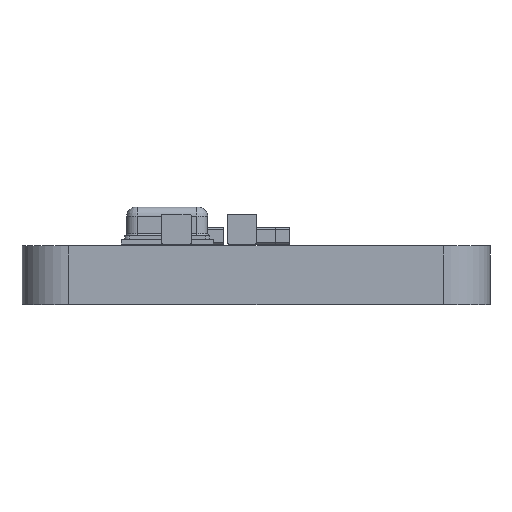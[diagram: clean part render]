
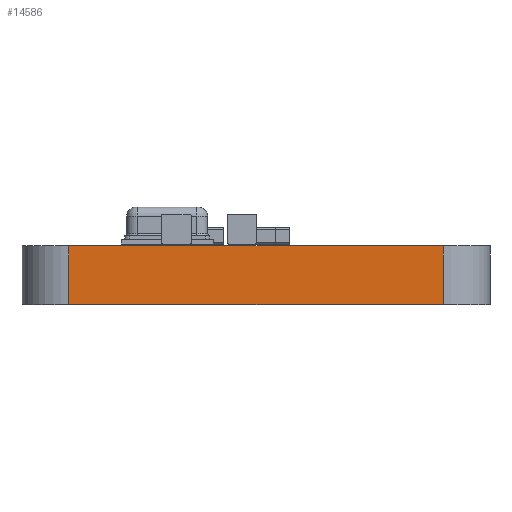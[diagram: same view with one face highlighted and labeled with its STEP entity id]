
A CAD part, left-side view. The second image highlights one B-rep face of the part: STEP entity #14586.
In plain terms, the highlighted planar face has unit normal (-1, 0, 0).
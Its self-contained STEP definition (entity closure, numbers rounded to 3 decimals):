
#14403 = CYLINDRICAL_SURFACE('',#14404,1.27);
#14404 = AXIS2_PLACEMENT_3D('',#14405,#14406,#14407);
#14405 = CARTESIAN_POINT('',(142.24,-98.425,0.));
#14406 = DIRECTION('',(0.,0.,-1.));
#14407 = DIRECTION('',(1.,0.,0.));
#14428 = VERTEX_POINT('',#14429);
#14429 = CARTESIAN_POINT('',(140.97,-98.425,1.6));
#14444 = PLANE('',#14445);
#14445 = AXIS2_PLACEMENT_3D('',#14446,#14447,#14448);
#14446 = CARTESIAN_POINT('',(147.32,-103.505,1.6));
#14447 = DIRECTION('',(0.,0.,1.));
#14448 = DIRECTION('',(1.,0.,0.));
#14456 = EDGE_CURVE('',#14457,#14428,#14459,.T.);
#14457 = VERTEX_POINT('',#14458);
#14458 = CARTESIAN_POINT('',(140.97,-98.425,0.));
#14459 = SURFACE_CURVE('',#14460,(#14464,#14471),.PCURVE_S1.);
#14460 = LINE('',#14461,#14462);
#14461 = CARTESIAN_POINT('',(140.97,-98.425,0.));
#14462 = VECTOR('',#14463,1.);
#14463 = DIRECTION('',(0.,0.,1.));
#14464 = PCURVE('',#14403,#14465);
#14465 = DEFINITIONAL_REPRESENTATION('',(#14466),#14470);
#14466 = LINE('',#14467,#14468);
#14467 = CARTESIAN_POINT('',(-3.142,0.));
#14468 = VECTOR('',#14469,1.);
#14469 = DIRECTION('',(0.,-1.));
#14470 = ( GEOMETRIC_REPRESENTATION_CONTEXT(2) 
PARAMETRIC_REPRESENTATION_CONTEXT() REPRESENTATION_CONTEXT('2D SPACE',''
  ) );
#14471 = PCURVE('',#14472,#14477);
#14472 = PLANE('',#14473);
#14473 = AXIS2_PLACEMENT_3D('',#14474,#14475,#14476);
#14474 = CARTESIAN_POINT('',(140.97,-98.425,0.));
#14475 = DIRECTION('',(1.,0.,0.));
#14476 = DIRECTION('',(0.,-1.,0.));
#14477 = DEFINITIONAL_REPRESENTATION('',(#14478),#14482);
#14478 = LINE('',#14479,#14480);
#14479 = CARTESIAN_POINT('',(0.,0.));
#14480 = VECTOR('',#14481,1.);
#14481 = DIRECTION('',(0.,-1.));
#14482 = ( GEOMETRIC_REPRESENTATION_CONTEXT(2) 
PARAMETRIC_REPRESENTATION_CONTEXT() REPRESENTATION_CONTEXT('2D SPACE',''
  ) );
#14499 = PLANE('',#14500);
#14500 = AXIS2_PLACEMENT_3D('',#14501,#14502,#14503);
#14501 = CARTESIAN_POINT('',(147.32,-103.505,0.));
#14502 = DIRECTION('',(0.,0.,1.));
#14503 = DIRECTION('',(1.,0.,0.));
#14586 = ADVANCED_FACE('',(#14587),#14472,.F.);
#14587 = FACE_BOUND('',#14588,.F.);
#14588 = EDGE_LOOP('',(#14589,#14590,#14613,#14641));
#14589 = ORIENTED_EDGE('',*,*,#14456,.T.);
#14590 = ORIENTED_EDGE('',*,*,#14591,.T.);
#14591 = EDGE_CURVE('',#14428,#14592,#14594,.T.);
#14592 = VERTEX_POINT('',#14593);
#14593 = CARTESIAN_POINT('',(140.97,-108.585,1.6));
#14594 = SURFACE_CURVE('',#14595,(#14599,#14606),.PCURVE_S1.);
#14595 = LINE('',#14596,#14597);
#14596 = CARTESIAN_POINT('',(140.97,-98.425,1.6));
#14597 = VECTOR('',#14598,1.);
#14598 = DIRECTION('',(0.,-1.,0.));
#14599 = PCURVE('',#14472,#14600);
#14600 = DEFINITIONAL_REPRESENTATION('',(#14601),#14605);
#14601 = LINE('',#14602,#14603);
#14602 = CARTESIAN_POINT('',(0.,-1.6));
#14603 = VECTOR('',#14604,1.);
#14604 = DIRECTION('',(1.,0.));
#14605 = ( GEOMETRIC_REPRESENTATION_CONTEXT(2) 
PARAMETRIC_REPRESENTATION_CONTEXT() REPRESENTATION_CONTEXT('2D SPACE',''
  ) );
#14606 = PCURVE('',#14444,#14607);
#14607 = DEFINITIONAL_REPRESENTATION('',(#14608),#14612);
#14608 = LINE('',#14609,#14610);
#14609 = CARTESIAN_POINT('',(-6.35,5.08));
#14610 = VECTOR('',#14611,1.);
#14611 = DIRECTION('',(0.,-1.));
#14612 = ( GEOMETRIC_REPRESENTATION_CONTEXT(2) 
PARAMETRIC_REPRESENTATION_CONTEXT() REPRESENTATION_CONTEXT('2D SPACE',''
  ) );
#14613 = ORIENTED_EDGE('',*,*,#14614,.F.);
#14614 = EDGE_CURVE('',#14615,#14592,#14617,.T.);
#14615 = VERTEX_POINT('',#14616);
#14616 = CARTESIAN_POINT('',(140.97,-108.585,0.));
#14617 = SURFACE_CURVE('',#14618,(#14622,#14629),.PCURVE_S1.);
#14618 = LINE('',#14619,#14620);
#14619 = CARTESIAN_POINT('',(140.97,-108.585,0.));
#14620 = VECTOR('',#14621,1.);
#14621 = DIRECTION('',(0.,0.,1.));
#14622 = PCURVE('',#14472,#14623);
#14623 = DEFINITIONAL_REPRESENTATION('',(#14624),#14628);
#14624 = LINE('',#14625,#14626);
#14625 = CARTESIAN_POINT('',(10.16,0.));
#14626 = VECTOR('',#14627,1.);
#14627 = DIRECTION('',(0.,-1.));
#14628 = ( GEOMETRIC_REPRESENTATION_CONTEXT(2) 
PARAMETRIC_REPRESENTATION_CONTEXT() REPRESENTATION_CONTEXT('2D SPACE',''
  ) );
#14629 = PCURVE('',#14630,#14635);
#14630 = CYLINDRICAL_SURFACE('',#14631,1.27);
#14631 = AXIS2_PLACEMENT_3D('',#14632,#14633,#14634);
#14632 = CARTESIAN_POINT('',(142.24,-108.585,0.));
#14633 = DIRECTION('',(0.,0.,-1.));
#14634 = DIRECTION('',(1.,0.,0.));
#14635 = DEFINITIONAL_REPRESENTATION('',(#14636),#14640);
#14636 = LINE('',#14637,#14638);
#14637 = CARTESIAN_POINT('',(-3.142,0.));
#14638 = VECTOR('',#14639,1.);
#14639 = DIRECTION('',(0.,-1.));
#14640 = ( GEOMETRIC_REPRESENTATION_CONTEXT(2) 
PARAMETRIC_REPRESENTATION_CONTEXT() REPRESENTATION_CONTEXT('2D SPACE',''
  ) );
#14641 = ORIENTED_EDGE('',*,*,#14642,.F.);
#14642 = EDGE_CURVE('',#14457,#14615,#14643,.T.);
#14643 = SURFACE_CURVE('',#14644,(#14648,#14655),.PCURVE_S1.);
#14644 = LINE('',#14645,#14646);
#14645 = CARTESIAN_POINT('',(140.97,-98.425,0.));
#14646 = VECTOR('',#14647,1.);
#14647 = DIRECTION('',(0.,-1.,0.));
#14648 = PCURVE('',#14472,#14649);
#14649 = DEFINITIONAL_REPRESENTATION('',(#14650),#14654);
#14650 = LINE('',#14651,#14652);
#14651 = CARTESIAN_POINT('',(0.,0.));
#14652 = VECTOR('',#14653,1.);
#14653 = DIRECTION('',(1.,0.));
#14654 = ( GEOMETRIC_REPRESENTATION_CONTEXT(2) 
PARAMETRIC_REPRESENTATION_CONTEXT() REPRESENTATION_CONTEXT('2D SPACE',''
  ) );
#14655 = PCURVE('',#14499,#14656);
#14656 = DEFINITIONAL_REPRESENTATION('',(#14657),#14661);
#14657 = LINE('',#14658,#14659);
#14658 = CARTESIAN_POINT('',(-6.35,5.08));
#14659 = VECTOR('',#14660,1.);
#14660 = DIRECTION('',(0.,-1.));
#14661 = ( GEOMETRIC_REPRESENTATION_CONTEXT(2) 
PARAMETRIC_REPRESENTATION_CONTEXT() REPRESENTATION_CONTEXT('2D SPACE',''
  ) );
